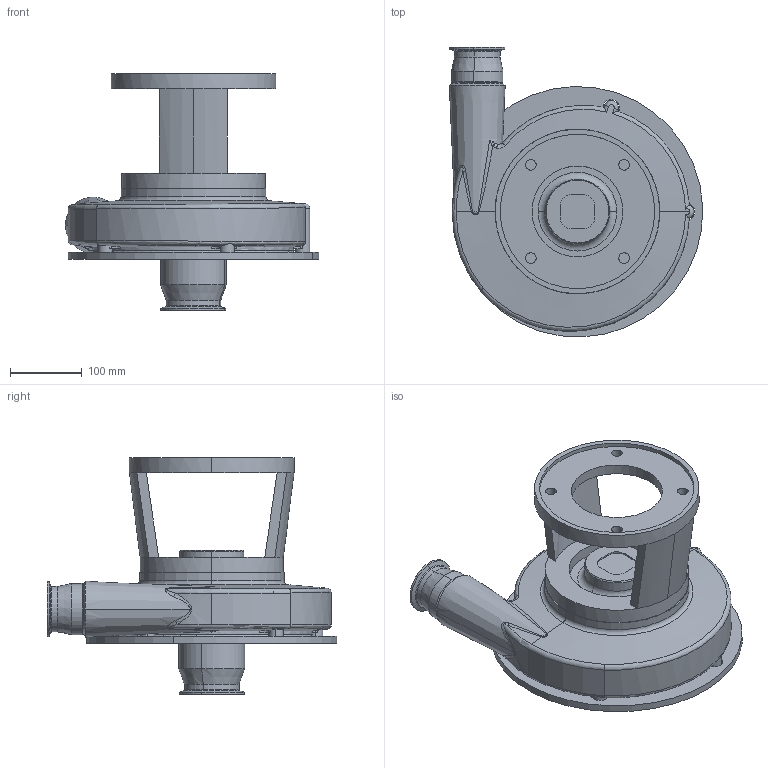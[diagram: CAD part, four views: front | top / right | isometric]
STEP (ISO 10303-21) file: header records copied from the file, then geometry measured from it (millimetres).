
FILE_DESCRIPTION (( 'STEP AP214' ), '1' );
FILE_NAME ('FPR 3551-3552 180-250TC VERT.STEP', '2022-12-28T19:54:35', ( '' ), ( '' ), 'SwSTEP 2.0', 'SolidWorks 2021', '' );
FILE_SCHEMA (( 'AUTOMOTIVE_DESIGN' ));
Length unit declared in the file: millimetre
Products named in the file (1): FPR 3551-3552 180-250TC VERT
Bounding box: 353.89 x 404.89 x 330.5 mm (x, y, z)
Volume: 7091265.2 mm3; surface area: 728363.7 mm2
Topology: 1 solids, 6 shells, 357 faces, 871 edges, 527 vertices
Faces by surface type: cylinder 138, plane 67, cone 62, torus 50, bspline 34, sphere 6
Entity records: 14679 total; most frequent: CARTESIAN_POINT 6467, DIRECTION 1745, ORIENTED_EDGE 1704, EDGE_CURVE 852, AXIS2_PLACEMENT_3D 748, VERTEX_POINT 527, CIRCLE 424, EDGE_LOOP 403
